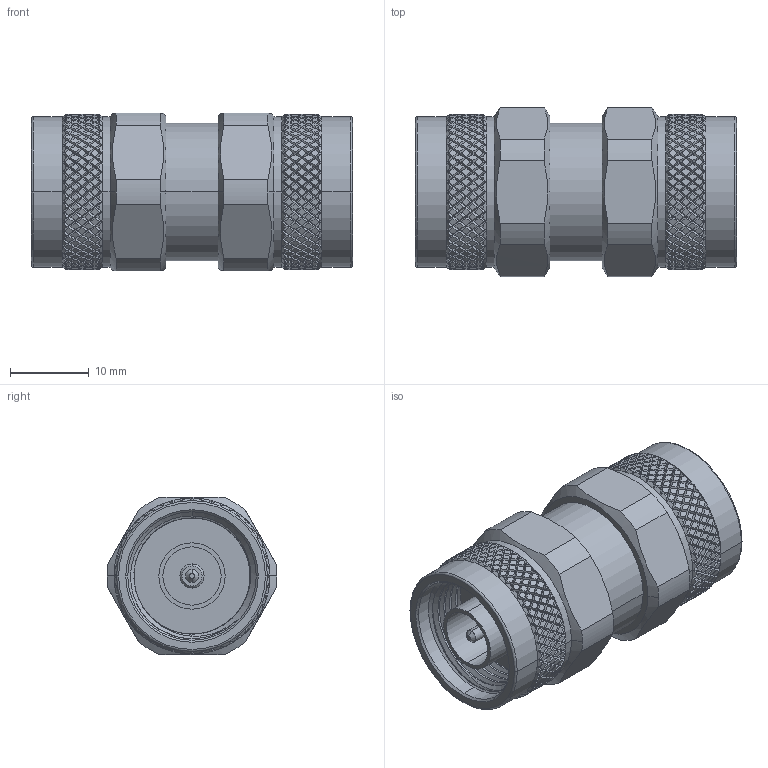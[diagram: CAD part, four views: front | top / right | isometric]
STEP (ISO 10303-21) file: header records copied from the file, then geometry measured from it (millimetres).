
FILE_DESCRIPTION (( 'STEP AP214' ), '1' );
FILE_NAME ('FMAD1033_3D.step', '2026-02-20T17:08:28', ( '' ), ( '' ), 'SwSTEP 2.0', 'SolidWorks 2025', '' );
FILE_SCHEMA (( 'AUTOMOTIVE_DESIGN' ));
Products named in the file (1): FMAD1033_3D
Bounding box: 40.64 x 21.5 x 20 mm (x, y, z)
Volume: 9627.3 mm3; surface area: 5194.7 mm2
Topology: 1 solids, 1 shells, 3118 faces, 6864 edges, 3760 vertices
Faces by surface type: bspline 2310, cylinder 744, cone 34, plane 26, torus 4
Entity records: 112549 total; most frequent: CARTESIAN_POINT 70693, ORIENTED_EDGE 13728, EDGE_CURVE 6864, VERTEX_POINT 3760, EDGE_LOOP 3130, ADVANCED_FACE 3118, FACE_OUTER_BOUND 3118, B_SPLINE_CURVE_WITH_KNOTS 2824
